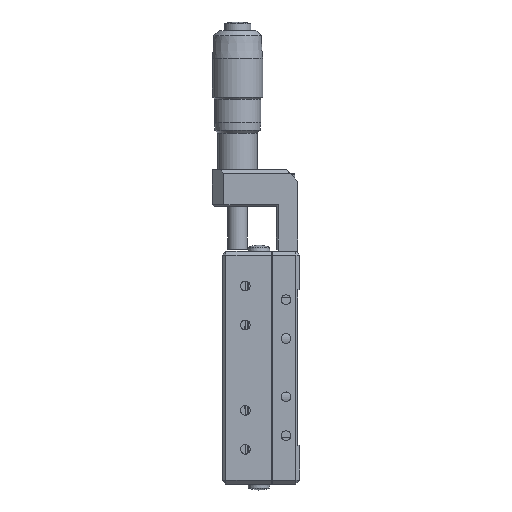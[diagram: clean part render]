
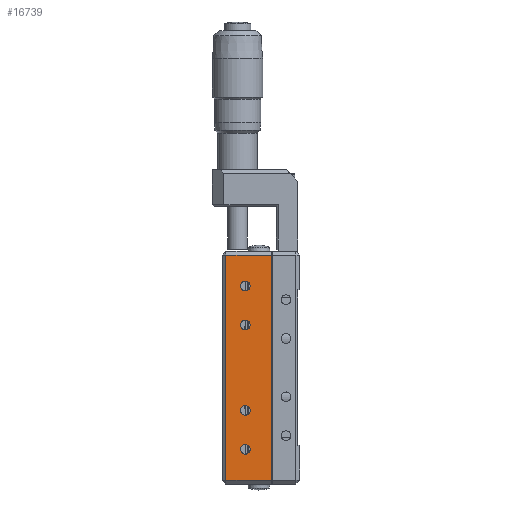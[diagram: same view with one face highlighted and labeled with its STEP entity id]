
A CAD part, left-side view. The second image highlights one B-rep face of the part: STEP entity #16739.
In plain terms, the highlighted planar face has unit normal (-1, 0, 0).
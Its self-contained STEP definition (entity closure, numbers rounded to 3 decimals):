
#29 = VECTOR ( 'NONE', #5299, 1000. ) ;
#111 = VERTEX_POINT ( 'NONE', #23296 ) ;
#629 = FACE_BOUND ( 'NONE', #18732, .T. ) ;
#652 = ORIENTED_EDGE ( 'NONE', *, *, #23321, .T. ) ;
#846 = LINE ( 'NONE', #26139, #23214 ) ;
#1132 = EDGE_CURVE ( 'NONE', #14926, #22664, #5076, .T. ) ;
#1813 = DIRECTION ( 'NONE',  ( -1., 0., 0. ) ) ;
#1919 = AXIS2_PLACEMENT_3D ( 'NONE', #15830, #9841, #19855 ) ;
#2006 = ORIENTED_EDGE ( 'NONE', *, *, #5041, .F. ) ;
#2165 = VERTEX_POINT ( 'NONE', #6732 ) ;
#2524 = FACE_OUTER_BOUND ( 'NONE', #10971, .T. ) ;
#2975 = ORIENTED_EDGE ( 'NONE', *, *, #21410, .T. ) ;
#3081 = EDGE_LOOP ( 'NONE', ( #12981, #3275 ) ) ;
#3275 = ORIENTED_EDGE ( 'NONE', *, *, #8620, .F. ) ;
#3286 = CARTESIAN_POINT ( 'NONE',  ( -30., 14., -21. ) ) ;
#3347 = CIRCLE ( 'NONE', #19952, 1.25 ) ;
#3457 = PLANE ( 'NONE',  #15723 ) ;
#3804 = CIRCLE ( 'NONE', #25751, 1.25 ) ;
#3867 = DIRECTION ( 'NONE',  ( 0., 0., 1. ) ) ;
#4365 = VERTEX_POINT ( 'NONE', #22954 ) ;
#4475 = CARTESIAN_POINT ( 'NONE',  ( -30., 14., -9.75 ) ) ;
#4588 = CARTESIAN_POINT ( 'NONE',  ( -30., 14., 9.75 ) ) ;
#4987 = LINE ( 'NONE', #6401, #25783 ) ;
#5041 = EDGE_CURVE ( 'NONE', #4365, #14368, #7722, .T. ) ;
#5076 = LINE ( 'NONE', #13054, #29 ) ;
#5299 = DIRECTION ( 'NONE',  ( 0., 1., 0. ) ) ;
#5393 = DIRECTION ( 'NONE',  ( 0., 0., 1. ) ) ;
#5452 = CARTESIAN_POINT ( 'NONE',  ( -30., 7.3, -29. ) ) ;
#5916 = EDGE_CURVE ( 'NONE', #111, #2165, #3347, .T. ) ;
#6202 = ORIENTED_EDGE ( 'NONE', *, *, #16334, .F. ) ;
#6401 = CARTESIAN_POINT ( 'NONE',  ( -30., 19., 30. ) ) ;
#6606 = CARTESIAN_POINT ( 'NONE',  ( -30., 14., 11. ) ) ;
#6620 = ORIENTED_EDGE ( 'NONE', *, *, #12993, .T. ) ;
#6646 = VECTOR ( 'NONE', #15197, 1000. ) ;
#6732 = CARTESIAN_POINT ( 'NONE',  ( -30., 14., -19.75 ) ) ;
#6965 = CARTESIAN_POINT ( 'NONE',  ( -30., 14., -11. ) ) ;
#7045 = DIRECTION ( 'NONE',  ( -1., 0., 0. ) ) ;
#7249 = FACE_BOUND ( 'NONE', #25164, .T. ) ;
#7287 = CIRCLE ( 'NONE', #7854, 1.25 ) ;
#7441 = CIRCLE ( 'NONE', #20098, 1.25 ) ;
#7571 = EDGE_LOOP ( 'NONE', ( #23257, #6202 ) ) ;
#7722 = CIRCLE ( 'NONE', #25533, 1.25 ) ;
#7854 = AXIS2_PLACEMENT_3D ( 'NONE', #6606, #25020, #24849 ) ;
#8287 = CARTESIAN_POINT ( 'NONE',  ( -30., 14., 22.25 ) ) ;
#8315 = CARTESIAN_POINT ( 'NONE',  ( -30., 14., 11. ) ) ;
#8545 = EDGE_CURVE ( 'NONE', #11315, #9398, #7287, .T. ) ;
#8620 = EDGE_CURVE ( 'NONE', #9556, #15919, #3804, .T. ) ;
#8916 = CARTESIAN_POINT ( 'NONE',  ( -30., 14., 19.75 ) ) ;
#8929 = AXIS2_PLACEMENT_3D ( 'NONE', #3286, #17387, #19489 ) ;
#9109 = ORIENTED_EDGE ( 'NONE', *, *, #5916, .F. ) ;
#9320 = CARTESIAN_POINT ( 'NONE',  ( -30., 19., 29. ) ) ;
#9398 = VERTEX_POINT ( 'NONE', #4588 ) ;
#9556 = VERTEX_POINT ( 'NONE', #8916 ) ;
#9689 = VERTEX_POINT ( 'NONE', #5452 ) ;
#9841 = DIRECTION ( 'NONE',  ( -1., 0., 0. ) ) ;
#10407 = FACE_BOUND ( 'NONE', #7571, .T. ) ;
#10971 = EDGE_LOOP ( 'NONE', ( #6620, #19194, #652, #2975 ) ) ;
#11066 = CIRCLE ( 'NONE', #1919, 1.25 ) ;
#11315 = VERTEX_POINT ( 'NONE', #18867 ) ;
#11780 = DIRECTION ( 'NONE',  ( -1., 0., 0. ) ) ;
#12960 = DIRECTION ( 'NONE',  ( 0., 0., 1. ) ) ;
#12981 = ORIENTED_EDGE ( 'NONE', *, *, #18459, .F. ) ;
#12993 = EDGE_CURVE ( 'NONE', #9689, #14926, #846, .T. ) ;
#13054 = CARTESIAN_POINT ( 'NONE',  ( -30., 7.3, 29. ) ) ;
#13139 = DIRECTION ( 'NONE',  ( 0., 0., 1. ) ) ;
#13155 = CIRCLE ( 'NONE', #8929, 1.25 ) ;
#13905 = CARTESIAN_POINT ( 'NONE',  ( -30., 14., -21. ) ) ;
#14319 = DIRECTION ( 'NONE',  ( -1., 0., 0. ) ) ;
#14368 = VERTEX_POINT ( 'NONE', #4475 ) ;
#14444 = VERTEX_POINT ( 'NONE', #22871 ) ;
#14670 = CARTESIAN_POINT ( 'NONE',  ( -30., 7.3, -29. ) ) ;
#14926 = VERTEX_POINT ( 'NONE', #21069 ) ;
#15172 = ORIENTED_EDGE ( 'NONE', *, *, #24936, .F. ) ;
#15197 = DIRECTION ( 'NONE',  ( 0., -1., 0. ) ) ;
#15723 = AXIS2_PLACEMENT_3D ( 'NONE', #23803, #21771, #5393 ) ;
#15757 = DIRECTION ( 'NONE',  ( 0., 0., 1. ) ) ;
#15830 = CARTESIAN_POINT ( 'NONE',  ( -30., 14., -11. ) ) ;
#15919 = VERTEX_POINT ( 'NONE', #8287 ) ;
#16334 = EDGE_CURVE ( 'NONE', #9398, #11315, #19869, .T. ) ;
#16739 = ADVANCED_FACE ( 'NONE', ( #7249, #629, #10407, #19849, #2524 ), #3457, .T. ) ;
#17181 = DIRECTION ( 'NONE',  ( -1., 0., 0. ) ) ;
#17387 = DIRECTION ( 'NONE',  ( -1., 0., 0. ) ) ;
#17569 = ORIENTED_EDGE ( 'NONE', *, *, #21124, .F. ) ;
#17780 = CARTESIAN_POINT ( 'NONE',  ( -30., 14., 21. ) ) ;
#18459 = EDGE_CURVE ( 'NONE', #15919, #9556, #7441, .T. ) ;
#18554 = AXIS2_PLACEMENT_3D ( 'NONE', #8315, #14319, #22308 ) ;
#18732 = EDGE_LOOP ( 'NONE', ( #15172, #9109 ) ) ;
#18867 = CARTESIAN_POINT ( 'NONE',  ( -30., 14., 12.25 ) ) ;
#19194 = ORIENTED_EDGE ( 'NONE', *, *, #1132, .T. ) ;
#19489 = DIRECTION ( 'NONE',  ( 0., 0., 1. ) ) ;
#19849 = FACE_BOUND ( 'NONE', #3081, .T. ) ;
#19855 = DIRECTION ( 'NONE',  ( 0., 0., 1. ) ) ;
#19869 = CIRCLE ( 'NONE', #18554, 1.25 ) ;
#19949 = DIRECTION ( 'NONE',  ( 0., 0., 1. ) ) ;
#19952 = AXIS2_PLACEMENT_3D ( 'NONE', #13905, #1813, #19949 ) ;
#20098 = AXIS2_PLACEMENT_3D ( 'NONE', #17780, #11780, #15757 ) ;
#20496 = DIRECTION ( 'NONE',  ( 0., 0., -1. ) ) ;
#21069 = CARTESIAN_POINT ( 'NONE',  ( -30., 7.3, 29. ) ) ;
#21124 = EDGE_CURVE ( 'NONE', #14368, #4365, #11066, .T. ) ;
#21410 = EDGE_CURVE ( 'NONE', #14444, #9689, #21451, .T. ) ;
#21451 = LINE ( 'NONE', #14670, #6646 ) ;
#21771 = DIRECTION ( 'NONE',  ( -1., 0., 0. ) ) ;
#22308 = DIRECTION ( 'NONE',  ( 0., 0., 1. ) ) ;
#22664 = VERTEX_POINT ( 'NONE', #9320 ) ;
#22871 = CARTESIAN_POINT ( 'NONE',  ( -30., 19., -29. ) ) ;
#22954 = CARTESIAN_POINT ( 'NONE',  ( -30., 14., -12.25 ) ) ;
#23214 = VECTOR ( 'NONE', #3867, 1000. ) ;
#23257 = ORIENTED_EDGE ( 'NONE', *, *, #8545, .F. ) ;
#23296 = CARTESIAN_POINT ( 'NONE',  ( -30., 14., -22.25 ) ) ;
#23321 = EDGE_CURVE ( 'NONE', #22664, #14444, #4987, .T. ) ;
#23803 = CARTESIAN_POINT ( 'NONE',  ( -30., 7.3, 30. ) ) ;
#24849 = DIRECTION ( 'NONE',  ( 0., 0., 1. ) ) ;
#24936 = EDGE_CURVE ( 'NONE', #2165, #111, #13155, .T. ) ;
#25020 = DIRECTION ( 'NONE',  ( -1., 0., 0. ) ) ;
#25164 = EDGE_LOOP ( 'NONE', ( #17569, #2006 ) ) ;
#25286 = CARTESIAN_POINT ( 'NONE',  ( -30., 14., 21. ) ) ;
#25533 = AXIS2_PLACEMENT_3D ( 'NONE', #6965, #7045, #12960 ) ;
#25751 = AXIS2_PLACEMENT_3D ( 'NONE', #25286, #17181, #13139 ) ;
#25783 = VECTOR ( 'NONE', #20496, 1000. ) ;
#26139 = CARTESIAN_POINT ( 'NONE',  ( -30., 7.3, 30. ) ) ;
